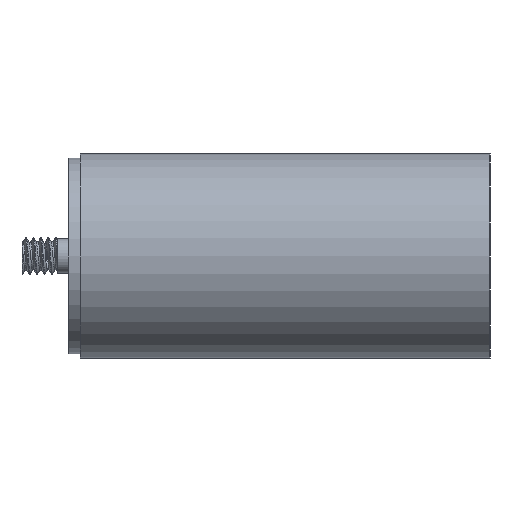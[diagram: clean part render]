
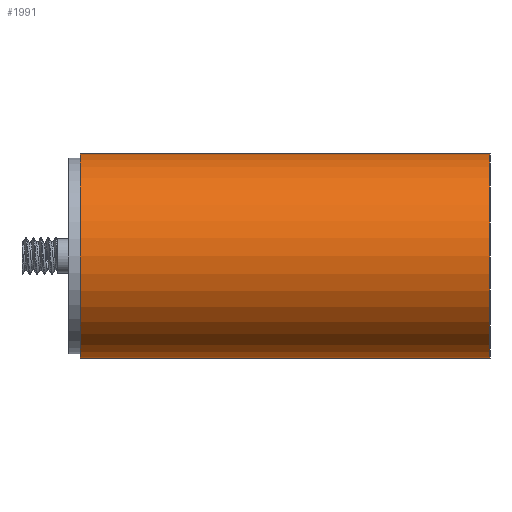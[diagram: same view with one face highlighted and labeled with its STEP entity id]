
A CAD part, left-side view. The second image highlights one B-rep face of the part: STEP entity #1991.
In plain terms, the highlighted cylindrical face has radius 17.5 mm (diameter 35 mm), a partial arc.
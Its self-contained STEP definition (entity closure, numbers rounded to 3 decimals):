
#128=LINE('',#2906,#282);
#143=LINE('',#2971,#297);
#282=VECTOR('',#2366,10.);
#297=VECTOR('',#2431,10.);
#431=CYLINDRICAL_SURFACE('',#2154,17.5);
#502=FACE_OUTER_BOUND('',#624,.T.);
#624=EDGE_LOOP('',(#1394,#1395,#1396,#1397));
#771=CIRCLE('',#2155,17.5);
#772=CIRCLE('',#2156,17.5);
#844=VERTEX_POINT('',#2903);
#845=VERTEX_POINT('',#2905);
#869=VERTEX_POINT('',#2968);
#870=VERTEX_POINT('',#2970);
#1046=EDGE_CURVE('',#845,#844,#128,.T.);
#1075=EDGE_CURVE('',#869,#844,#771,.T.);
#1076=EDGE_CURVE('',#870,#869,#143,.T.);
#1077=EDGE_CURVE('',#845,#870,#772,.T.);
#1394=ORIENTED_EDGE('',*,*,#1046,.T.);
#1395=ORIENTED_EDGE('',*,*,#1075,.F.);
#1396=ORIENTED_EDGE('',*,*,#1076,.F.);
#1397=ORIENTED_EDGE('',*,*,#1077,.F.);
#1991=ADVANCED_FACE('',(#502),#431,.T.);
#2154=AXIS2_PLACEMENT_3D('',#2967,#2427,#2428);
#2155=AXIS2_PLACEMENT_3D('',#2969,#2429,#2430);
#2156=AXIS2_PLACEMENT_3D('',#2972,#2432,#2433);
#2366=DIRECTION('',(0.,1.,0.));
#2427=DIRECTION('center_axis',(0.,1.,0.));
#2428=DIRECTION('ref_axis',(0.,0.,-1.));
#2429=DIRECTION('center_axis',(0.,1.,0.));
#2430=DIRECTION('ref_axis',(0.,0.,-1.));
#2431=DIRECTION('',(0.,1.,0.));
#2432=DIRECTION('center_axis',(0.,-1.,0.));
#2433=DIRECTION('ref_axis',(0.,0.,1.));
#2903=CARTESIAN_POINT('',(-85.026,68.604,25.155));
#2905=CARTESIAN_POINT('',(-85.026,-1.396,25.155));
#2906=CARTESIAN_POINT('',(-85.026,3.604,25.155));
#2967=CARTESIAN_POINT('Origin',(-85.026,3.604,7.655));
#2968=CARTESIAN_POINT('',(-85.026,68.604,-9.845));
#2969=CARTESIAN_POINT('Origin',(-85.026,68.604,7.655));
#2970=CARTESIAN_POINT('',(-85.026,-1.396,-9.845));
#2971=CARTESIAN_POINT('',(-85.026,3.604,-9.845));
#2972=CARTESIAN_POINT('Origin',(-85.026,-1.396,7.655));
